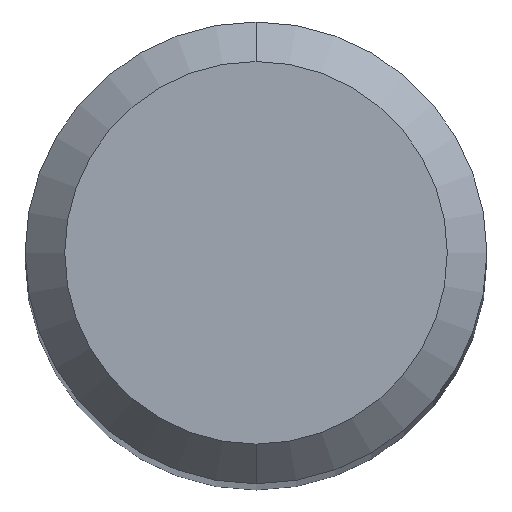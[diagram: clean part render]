
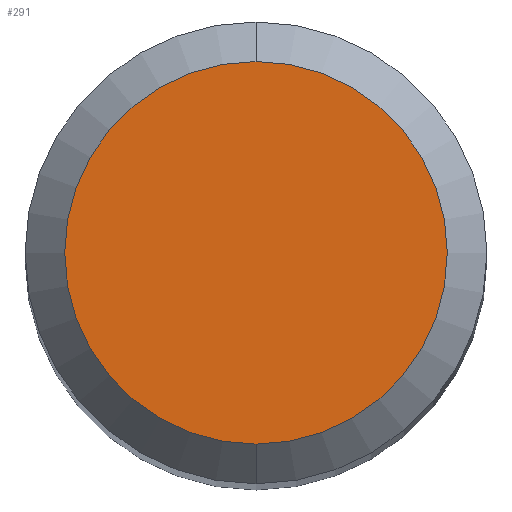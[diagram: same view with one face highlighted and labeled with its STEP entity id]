
A CAD part, top view. The second image highlights one B-rep face of the part: STEP entity #291.
In plain terms, the highlighted planar face has unit normal (0, 0, 1).
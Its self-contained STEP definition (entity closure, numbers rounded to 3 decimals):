
#177=EDGE_CURVE('',#255,#319,#397,.T.);
#255=VERTEX_POINT('',#484);
#279=EDGE_CURVE('',#319,#255,#511,.T.);
#291=ADVANCED_FACE('',(#524),#525,.T.);
#319=VERTEX_POINT('',#560);
#397=CIRCLE('',#644,1.45);
#484=CARTESIAN_POINT('',(0.,-1.45,0.0));
#511=CIRCLE('',#795,1.45);
#524=FACE_OUTER_BOUND('',#813,.T.);
#525=PLANE('',#814);
#560=CARTESIAN_POINT('',(0.0,1.45,0.0));
#644=AXIS2_PLACEMENT_3D('',#925,#926,#927);
#795=AXIS2_PLACEMENT_3D('',#1056,#1057,#1058);
#813=EDGE_LOOP('',(#1078,#1079));
#814=AXIS2_PLACEMENT_3D('',#1080,#1081,#1082);
#925=CARTESIAN_POINT('',(0.0,0.0,0.0));
#926=DIRECTION('',(0.0,0.0,-1.0));
#927=DIRECTION('',(0.0,1.0,0.0));
#1056=CARTESIAN_POINT('',(0.0,0.0,0.0));
#1057=DIRECTION('',(0.0,0.0,-1.0));
#1058=DIRECTION('',(0.0,1.0,0.0));
#1078=ORIENTED_EDGE('',*,*,#279,.F.);
#1079=ORIENTED_EDGE('',*,*,#177,.F.);
#1080=CARTESIAN_POINT('',(0.0,0.725,0.0));
#1081=DIRECTION('',(-0.0,0.0,1.0));
#1082=DIRECTION('',(0.0,-1.0,0.0));
